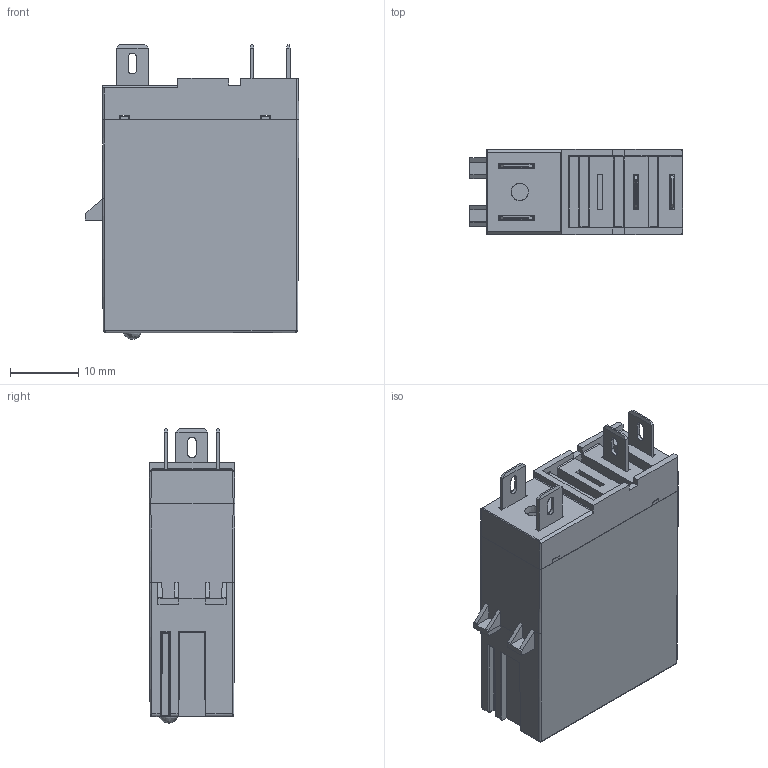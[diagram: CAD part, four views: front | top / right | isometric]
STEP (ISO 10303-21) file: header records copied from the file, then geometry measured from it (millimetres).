
FILE_DESCRIPTION (( 'STEP AP214' ), '1' );
FILE_NAME ('108801..STEP', '2016-09-01T16:29:07', ( '' ), ( '' ), 'SwSTEP 2.0', 'SolidWorks 2015', '' );
FILE_SCHEMA (( 'AUTOMOTIVE_DESIGN' ));
Length unit declared in the file: inch
Products named in the file (1): 108801.
Bounding box: 31.36 x 12.57 x 43.32 mm (x, y, z)
Surface area: 8031.1 mm2 (no closed solid volume)
Topology: 0 solids, 446 shells, 506 faces, 2572 edges, 2513 vertices
Faces by surface type: plane 335, cylinder 108, bspline 52, cone 11
Entity records: 35461 total; most frequent: CARTESIAN_POINT 10404, DIRECTION 3037, ORIENTED_EDGE 2723, EDGE_CURVE 2566, VERTEX_POINT 2513, LINE 1935, VECTOR 1935, AXIS2_PLACEMENT_3D 551
